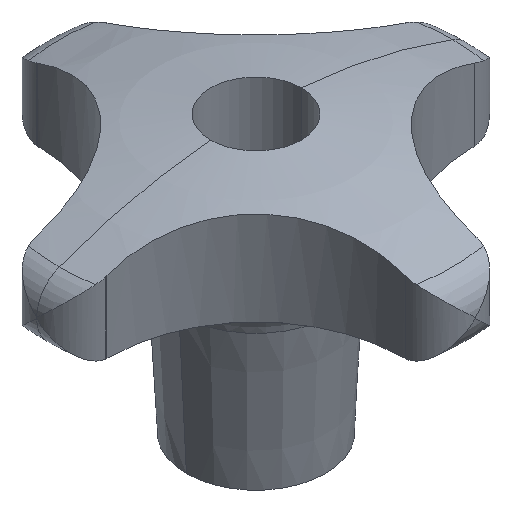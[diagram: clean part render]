
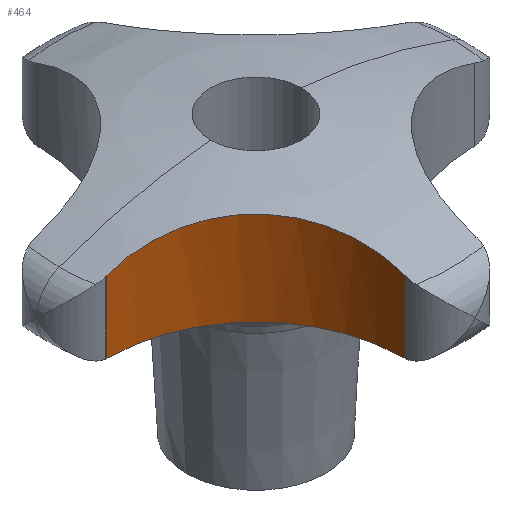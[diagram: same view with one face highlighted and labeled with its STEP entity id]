
A CAD part, isometric view. The second image highlights one B-rep face of the part: STEP entity #464.
In plain terms, the highlighted cylindrical face has radius 21 mm (diameter 42 mm), a partial arc.
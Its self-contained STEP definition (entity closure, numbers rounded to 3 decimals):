
#320=EDGE_CURVE('',#580,#338,#816,.T.);
#324=EDGE_CURVE('',#338,#376,#820,.T.);
#338=VERTEX_POINT('',#837);
#342=EDGE_CURVE('',#376,#396,#842,.T.);
#376=VERTEX_POINT('',#878);
#378=VERTEX_POINT('',#880);
#392=EDGE_CURVE('',#396,#644,#894,.T.);
#396=VERTEX_POINT('',#898);
#406=EDGE_CURVE('',#656,#576,#908,.T.);
#450=EDGE_CURVE('',#580,#378,#956,.T.);
#464=ADVANCED_FACE('',(#970),#971,.F.);
#566=EDGE_CURVE('',#576,#378,#1082,.T.);
#576=VERTEX_POINT('',#1092);
#580=VERTEX_POINT('',#1097);
#644=VERTEX_POINT('',#1165);
#656=VERTEX_POINT('',#1180);
#716=EDGE_CURVE('',#644,#656,#1249,.T.);
#816=B_SPLINE_CURVE_WITH_KNOTS('',3,(#1419,#1420,#1421,#1422),.UNSPECIFIED.,.F.,.F.,(4,4),(-8.475,-8.097),.UNSPECIFIED.);
#820=CIRCLE('',#1427,21.0);
#837=CARTESIAN_POINT('',(-4.995,-26.025,25.0));
#842=B_SPLINE_CURVE_WITH_KNOTS('',3,(#1474,#1475,#1476,#1477,#1478,#1479,#1480,#1481,#1482,#1483,#1484,#1485,#1486,#1487,#1488,#1489,#1490,#1491,#1492,#1493),.UNSPECIFIED.,.F.,.F.,(4,2,2,2,2,2,2,2,2,4),(-5.619,-4.944,-4.222,-3.754,-3.511,-3.351,-3.197,-2.988,-2.511,-1.04),.UNSPECIFIED.);
#878=CARTESIAN_POINT('',(-9.608,-12.863,25.0));
#880=CARTESIAN_POINT('',(-4.999,-26.403,35.352));
#894=CIRCLE('',#1640,21.0);
#898=CARTESIAN_POINT('',(-12.863,-9.608,25.0));
#908=LINE('',#1658,#1659);
#956=LINE('',#1766,#1767);
#970=FACE_OUTER_BOUND('',#1791,.T.);
#971=CYLINDRICAL_SURFACE('',#1792,21.0);
#1082=B_SPLINE_CURVE_WITH_KNOTS('',3,(#2017,#2018,#2019,#2020,#2021,#2022,#2023,#2024,#2025,#2026,#2027,#2028,#2029,#2030,#2031,#2032,#2033,#2034,#2035,#2036,#2037,#2038),.UNSPECIFIED.,.F.,.F.,(4,2,2,2,2,2,2,2,2,2,4),(25.22,28.731,32.243,35.754,39.265,42.681,46.097,49.513,52.929,56.478,58.254),.UNSPECIFIED.);
#1092=CARTESIAN_POINT('',(-26.403,-4.999,35.352));
#1097=CARTESIAN_POINT('',(-4.999,-26.403,25.014));
#1165=CARTESIAN_POINT('',(-26.025,-4.995,25.0));
#1180=CARTESIAN_POINT('',(-26.403,-4.999,25.014));
#1249=B_SPLINE_CURVE_WITH_KNOTS('',3,(#2394,#2395,#2396,#2397),.UNSPECIFIED.,.F.,.F.,(4,4),(-0.457,-0.078),.UNSPECIFIED.);
#1419=CARTESIAN_POINT('',(-4.999,-26.403,25.014));
#1420=CARTESIAN_POINT('',(-4.997,-26.277,25.005));
#1421=CARTESIAN_POINT('',(-4.995,-26.151,25.0));
#1422=CARTESIAN_POINT('',(-4.995,-26.025,25.0));
#1427=AXIS2_PLACEMENT_3D('',#2498,#2499,#2500);
#1474=CARTESIAN_POINT('',(-9.608,-12.863,25.0));
#1475=CARTESIAN_POINT('',(-9.749,-12.686,25.0));
#1476=CARTESIAN_POINT('',(-9.894,-12.512,24.999));
#1477=CARTESIAN_POINT('',(-10.199,-12.155,24.997));
#1478=CARTESIAN_POINT('',(-10.36,-11.974,24.995));
#1479=CARTESIAN_POINT('',(-10.631,-11.679,24.993));
#1480=CARTESIAN_POINT('',(-10.739,-11.564,24.992));
#1481=CARTESIAN_POINT('',(-10.904,-11.391,24.992));
#1482=CARTESIAN_POINT('',(-10.961,-11.332,24.992));
#1483=CARTESIAN_POINT('',(-11.056,-11.236,24.991));
#1484=CARTESIAN_POINT('',(-11.094,-11.198,24.991));
#1485=CARTESIAN_POINT('',(-11.169,-11.123,24.991));
#1486=CARTESIAN_POINT('',(-11.205,-11.086,24.991));
#1487=CARTESIAN_POINT('',(-11.292,-11.001,24.992));
#1488=CARTESIAN_POINT('',(-11.343,-10.952,24.992));
#1489=CARTESIAN_POINT('',(-11.509,-10.791,24.992));
#1490=CARTESIAN_POINT('',(-11.625,-10.68,24.993));
#1491=CARTESIAN_POINT('',(-12.107,-10.236,24.996));
#1492=CARTESIAN_POINT('',(-12.48,-9.915,25.0));
#1493=CARTESIAN_POINT('',(-12.863,-9.608,25.0));
#1640=AXIS2_PLACEMENT_3D('',#2574,#2575,#2576);
#1658=CARTESIAN_POINT('',(-26.403,-4.999,0.));
#1659=VECTOR('',#2581,1.0);
#1766=CARTESIAN_POINT('',(-4.999,-26.403,0.));
#1767=VECTOR('',#2625,1.0);
#1791=EDGE_LOOP('',(#2634,#2635,#2636,#2637,#2638,#2639,#2640,#2641));
#1792=AXIS2_PLACEMENT_3D('',#2642,#2643,#2644);
#2017=CARTESIAN_POINT('',(-26.403,-4.999,35.352));
#2018=CARTESIAN_POINT('',(-25.299,-4.978,35.74));
#2019=CARTESIAN_POINT('',(-24.14,-5.044,36.114));
#2020=CARTESIAN_POINT('',(-21.793,-5.386,36.796));
#2021=CARTESIAN_POINT('',(-20.605,-5.662,37.103));
#2022=CARTESIAN_POINT('',(-18.283,-6.424,37.627));
#2023=CARTESIAN_POINT('',(-17.148,-6.911,37.844));
#2024=CARTESIAN_POINT('',(-15.,-8.062,38.176));
#2025=CARTESIAN_POINT('',(-13.988,-8.727,38.291));
#2026=CARTESIAN_POINT('',(-12.171,-10.146,38.423));
#2027=CARTESIAN_POINT('',(-11.299,-10.946,38.447));
#2028=CARTESIAN_POINT('',(-9.685,-12.713,38.397));
#2029=CARTESIAN_POINT('',(-8.943,-13.679,38.322));
#2030=CARTESIAN_POINT('',(-7.643,-15.716,38.077));
#2031=CARTESIAN_POINT('',(-7.084,-16.789,37.906));
#2032=CARTESIAN_POINT('',(-6.172,-18.965,37.483));
#2033=CARTESIAN_POINT('',(-5.818,-20.069,37.231));
#2034=CARTESIAN_POINT('',(-5.298,-22.26,36.667));
#2035=CARTESIAN_POINT('',(-5.119,-23.43,36.331));
#2036=CARTESIAN_POINT('',(-5.001,-25.209,35.762));
#2037=CARTESIAN_POINT('',(-4.987,-25.806,35.562));
#2038=CARTESIAN_POINT('',(-4.999,-26.403,35.352));
#2394=CARTESIAN_POINT('',(-26.025,-4.995,25.0));
#2395=CARTESIAN_POINT('',(-26.151,-4.995,25.0));
#2396=CARTESIAN_POINT('',(-26.277,-4.997,25.005));
#2397=CARTESIAN_POINT('',(-26.403,-4.999,25.014));
#2498=CARTESIAN_POINT('',(-25.995,-25.995,25.0));
#2499=DIRECTION('',(0.,0.,1.0));
#2500=DIRECTION('',(-0.019,1.,0.));
#2574=CARTESIAN_POINT('',(-25.995,-25.995,25.0));
#2575=DIRECTION('',(0.,0.,1.0));
#2576=DIRECTION('',(-0.019,1.,0.));
#2581=DIRECTION('',(0.0,0.,1.0));
#2625=DIRECTION('',(0.0,0.,1.0));
#2634=ORIENTED_EDGE('',*,*,#566,.F.);
#2635=ORIENTED_EDGE('',*,*,#406,.F.);
#2636=ORIENTED_EDGE('',*,*,#716,.F.);
#2637=ORIENTED_EDGE('',*,*,#392,.F.);
#2638=ORIENTED_EDGE('',*,*,#342,.F.);
#2639=ORIENTED_EDGE('',*,*,#324,.F.);
#2640=ORIENTED_EDGE('',*,*,#320,.F.);
#2641=ORIENTED_EDGE('',*,*,#450,.T.);
#2642=CARTESIAN_POINT('',(-25.995,-25.995,0.));
#2643=DIRECTION('',(0.,0.,-1.0));
#2644=DIRECTION('',(-0.019,1.,0.));
